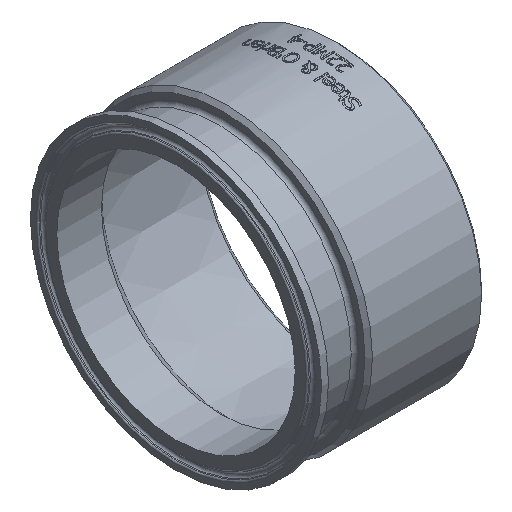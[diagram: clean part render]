
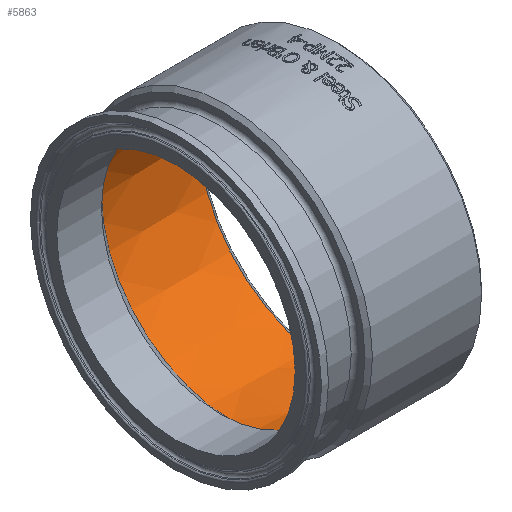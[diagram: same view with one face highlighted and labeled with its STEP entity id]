
A CAD part, isometric view. The second image highlights one B-rep face of the part: STEP entity #5863.
In plain terms, the highlighted conical face has half-angle 1.783 degrees and reference radius 53.761 mm.
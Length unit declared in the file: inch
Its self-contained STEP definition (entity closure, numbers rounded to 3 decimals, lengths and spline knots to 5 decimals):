
#15=CONICAL_SURFACE('',#6209,2.11656,1.783);
#91=FACE_BOUND('',#1370,.T.);
#1001=FACE_OUTER_BOUND('',#1369,.T.);
#1369=EDGE_LOOP('',(#5459));
#1370=EDGE_LOOP('',(#5460));
#1531=CIRCLE('',#6206,2.14013);
#1533=CIRCLE('',#6210,2.08957);
#2896=VERTEX_POINT('',#12734);
#2898=VERTEX_POINT('',#12740);
#3757=EDGE_CURVE('',#2896,#2896,#1531,.T.);
#3759=EDGE_CURVE('',#2898,#2898,#1533,.T.);
#5459=ORIENTED_EDGE('',*,*,#3759,.F.);
#5460=ORIENTED_EDGE('',*,*,#3757,.F.);
#5863=ADVANCED_FACE('',(#1001,#91),#15,.F.);
#6206=AXIS2_PLACEMENT_3D('',#12735,#7279,#7280);
#6209=AXIS2_PLACEMENT_3D('',#12739,#7285,#7286);
#6210=AXIS2_PLACEMENT_3D('',#12741,#7287,#7288);
#7279=DIRECTION('center_axis',(-1.,0.,0.));
#7280=DIRECTION('ref_axis',(0.,-1.,0.));
#7285=DIRECTION('center_axis',(1.,0.,0.));
#7286=DIRECTION('ref_axis',(0.,1.,0.));
#7287=DIRECTION('center_axis',(1.,0.,0.));
#7288=DIRECTION('ref_axis',(0.,1.,0.));
#12734=CARTESIAN_POINT('',(2.51505,2.14013,0.));
#12735=CARTESIAN_POINT('Origin',(2.51505,0.,
0.));
#12739=CARTESIAN_POINT('Origin',(1.75815,0.,0.));
#12740=CARTESIAN_POINT('',(0.8913,2.08957,0.));
#12741=CARTESIAN_POINT('Origin',(0.8913,0.,0.));
